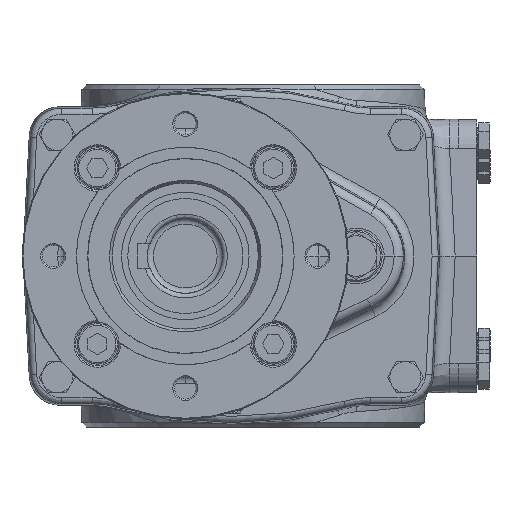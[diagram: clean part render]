
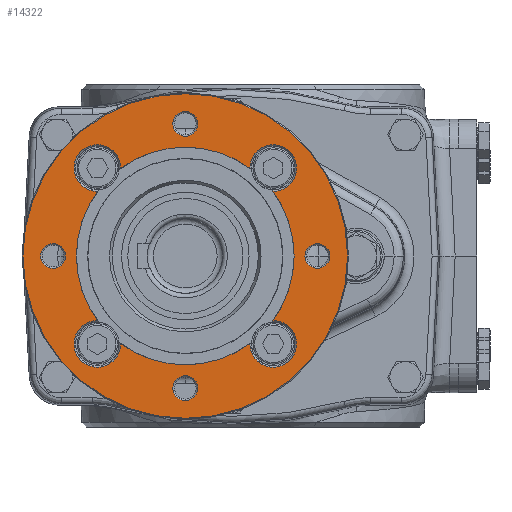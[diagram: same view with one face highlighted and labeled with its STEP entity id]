
A CAD part, left-side view. The second image highlights one B-rep face of the part: STEP entity #14322.
In plain terms, the highlighted face is planar.
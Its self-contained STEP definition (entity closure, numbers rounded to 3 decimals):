
#1968=PLANE('',#15481);
#4420=ORIENTED_EDGE('',*,*,#6022,.T.);
#4421=ORIENTED_EDGE('',*,*,#6023,.T.);
#4422=ORIENTED_EDGE('',*,*,#6024,.T.);
#4423=ORIENTED_EDGE('',*,*,#6025,.T.);
#4424=ORIENTED_EDGE('',*,*,#6026,.T.);
#4425=ORIENTED_EDGE('',*,*,#6027,.T.);
#4426=ORIENTED_EDGE('',*,*,#5994,.T.);
#4427=ORIENTED_EDGE('',*,*,#5981,.T.);
#4428=ORIENTED_EDGE('',*,*,#6007,.T.);
#4429=ORIENTED_EDGE('',*,*,#5996,.T.);
#4430=ORIENTED_EDGE('',*,*,#6020,.T.);
#4431=ORIENTED_EDGE('',*,*,#6009,.T.);
#4432=ORIENTED_EDGE('',*,*,#6028,.T.);
#5981=EDGE_CURVE('',#7002,#7003,#7568,.T.);
#5994=EDGE_CURVE('',#7013,#7002,#7575,.T.);
#5996=EDGE_CURVE('',#7015,#7016,#7577,.T.);
#6007=EDGE_CURVE('',#7003,#7015,#7584,.T.);
#6009=EDGE_CURVE('',#7025,#7026,#7586,.T.);
#6020=EDGE_CURVE('',#7016,#7025,#7593,.T.);
#6022=EDGE_CURVE('',#7035,#7035,#7595,.T.);
#6023=EDGE_CURVE('',#7036,#7036,#7596,.T.);
#6024=EDGE_CURVE('',#7037,#7037,#7597,.T.);
#6025=EDGE_CURVE('',#7038,#7038,#7598,.T.);
#6026=EDGE_CURVE('',#7039,#7039,#7599,.T.);
#6027=EDGE_CURVE('',#7040,#7013,#7600,.T.);
#6028=EDGE_CURVE('',#7026,#7040,#7601,.T.);
#7002=VERTEX_POINT('',#22765);
#7003=VERTEX_POINT('',#22766);
#7013=VERTEX_POINT('',#22801);
#7015=VERTEX_POINT('',#22808);
#7016=VERTEX_POINT('',#22809);
#7025=VERTEX_POINT('',#22843);
#7026=VERTEX_POINT('',#22844);
#7035=VERTEX_POINT('',#22878);
#7036=VERTEX_POINT('',#22880);
#7037=VERTEX_POINT('',#22882);
#7038=VERTEX_POINT('',#22884);
#7039=VERTEX_POINT('',#22886);
#7040=VERTEX_POINT('',#22888);
#7568=CIRCLE('',#15437,35.);
#7575=CIRCLE('',#15448,7.5);
#7577=CIRCLE('',#15452,35.);
#7584=CIRCLE('',#15463,7.5);
#7586=CIRCLE('',#15467,35.);
#7593=CIRCLE('',#15478,7.5);
#7595=CIRCLE('',#15482,52.2);
#7596=CIRCLE('',#15483,4.);
#7597=CIRCLE('',#15484,4.);
#7598=CIRCLE('',#15485,4.);
#7599=CIRCLE('',#15486,4.);
#7600=CIRCLE('',#15487,35.);
#7601=CIRCLE('',#15488,7.5);
#8435=EDGE_LOOP('',(#4420));
#8436=EDGE_LOOP('',(#4421));
#8437=EDGE_LOOP('',(#4422));
#8438=EDGE_LOOP('',(#4423));
#8439=EDGE_LOOP('',(#4424));
#8440=EDGE_LOOP('',(#4425,#4426,#4427,#4428,#4429,#4430,#4431,#4432));
#9377=FACE_BOUND('',#8435,.T.);
#9378=FACE_BOUND('',#8436,.T.);
#9379=FACE_BOUND('',#8437,.T.);
#9380=FACE_BOUND('',#8438,.T.);
#9381=FACE_BOUND('',#8439,.T.);
#9382=FACE_BOUND('',#8440,.T.);
#14322=ADVANCED_FACE('',(#9377,#9378,#9379,#9380,#9381,#9382),#1968,.T.);
#15437=AXIS2_PLACEMENT_3D('',#22764,#18051,#18052);
#15448=AXIS2_PLACEMENT_3D('',#22802,#18076,#18077);
#15452=AXIS2_PLACEMENT_3D('',#22807,#18084,#18085);
#15463=AXIS2_PLACEMENT_3D('',#22837,#18108,#18109);
#15467=AXIS2_PLACEMENT_3D('',#22842,#18116,#18117);
#15478=AXIS2_PLACEMENT_3D('',#22872,#18140,#18141);
#15481=AXIS2_PLACEMENT_3D('',#22876,#18146,#18147);
#15482=AXIS2_PLACEMENT_3D('',#22877,#18148,#18149);
#15483=AXIS2_PLACEMENT_3D('',#22879,#18150,#18151);
#15484=AXIS2_PLACEMENT_3D('',#22881,#18152,#18153);
#15485=AXIS2_PLACEMENT_3D('',#22883,#18154,#18155);
#15486=AXIS2_PLACEMENT_3D('',#22885,#18156,#18157);
#15487=AXIS2_PLACEMENT_3D('',#22887,#18158,#18159);
#15488=AXIS2_PLACEMENT_3D('',#22889,#18160,#18161);
#18051=DIRECTION('',(0.,-1.,0.));
#18052=DIRECTION('',(0.,0.,-1.));
#18076=DIRECTION('',(0.,-1.,0.));
#18077=DIRECTION('',(0.,0.,-1.));
#18084=DIRECTION('',(0.,-1.,0.));
#18085=DIRECTION('',(0.,0.,-1.));
#18108=DIRECTION('',(0.,-1.,0.));
#18109=DIRECTION('',(1.,0.,0.));
#18116=DIRECTION('',(0.,-1.,0.));
#18117=DIRECTION('',(0.,0.,-1.));
#18140=DIRECTION('',(0.,-1.,0.));
#18141=DIRECTION('',(0.,0.,1.));
#18146=DIRECTION('',(0.,1.,0.));
#18147=DIRECTION('',(0.,0.,1.));
#18148=DIRECTION('',(0.,1.,0.));
#18149=DIRECTION('',(0.,0.,1.));
#18150=DIRECTION('',(0.,-1.,0.));
#18151=DIRECTION('',(0.,0.,-1.));
#18152=DIRECTION('',(0.,-1.,0.));
#18153=DIRECTION('',(1.,0.,0.));
#18154=DIRECTION('',(0.,-1.,0.));
#18155=DIRECTION('',(0.,0.,1.));
#18156=DIRECTION('',(0.,-1.,0.));
#18157=DIRECTION('',(-1.,0.,0.));
#18158=DIRECTION('',(0.,-1.,0.));
#18159=DIRECTION('',(0.,0.,-1.));
#18160=DIRECTION('',(0.,-1.,0.));
#18161=DIRECTION('',(-1.,0.,0.));
#22764=CARTESIAN_POINT('',(0.,0.,0.));
#22765=CARTESIAN_POINT('',(-28.16,0.,20.785));
#22766=CARTESIAN_POINT('',(-28.16,0.,-20.785));
#22801=CARTESIAN_POINT('',(-20.785,0.,28.16));
#22802=CARTESIAN_POINT('',(-28.284,0.,28.284));
#22807=CARTESIAN_POINT('',(0.,0.,0.));
#22808=CARTESIAN_POINT('',(-20.785,0.,-28.16));
#22809=CARTESIAN_POINT('',(20.785,0.,-28.16));
#22837=CARTESIAN_POINT('',(-28.284,0.,-28.284));
#22842=CARTESIAN_POINT('',(0.,0.,0.));
#22843=CARTESIAN_POINT('',(28.16,0.,-20.785));
#22844=CARTESIAN_POINT('',(28.16,0.,20.785));
#22872=CARTESIAN_POINT('',(28.284,0.,-28.284));
#22876=CARTESIAN_POINT('',(0.,0.,52.5));
#22877=CARTESIAN_POINT('',(0.,0.,0.));
#22878=CARTESIAN_POINT('',(0.,0.,52.2));
#22879=CARTESIAN_POINT('',(-42.5,0.,0.));
#22880=CARTESIAN_POINT('',(-42.5,0.,-4.));
#22881=CARTESIAN_POINT('',(0.,0.,-42.5));
#22882=CARTESIAN_POINT('',(4.,0.,-42.5));
#22883=CARTESIAN_POINT('',(42.5,0.,0.));
#22884=CARTESIAN_POINT('',(42.5,0.,4.));
#22885=CARTESIAN_POINT('',(0.,0.,42.5));
#22886=CARTESIAN_POINT('',(-4.,0.,42.5));
#22887=CARTESIAN_POINT('',(0.,0.,0.));
#22888=CARTESIAN_POINT('',(20.785,0.,28.16));
#22889=CARTESIAN_POINT('',(28.284,0.,28.284));
